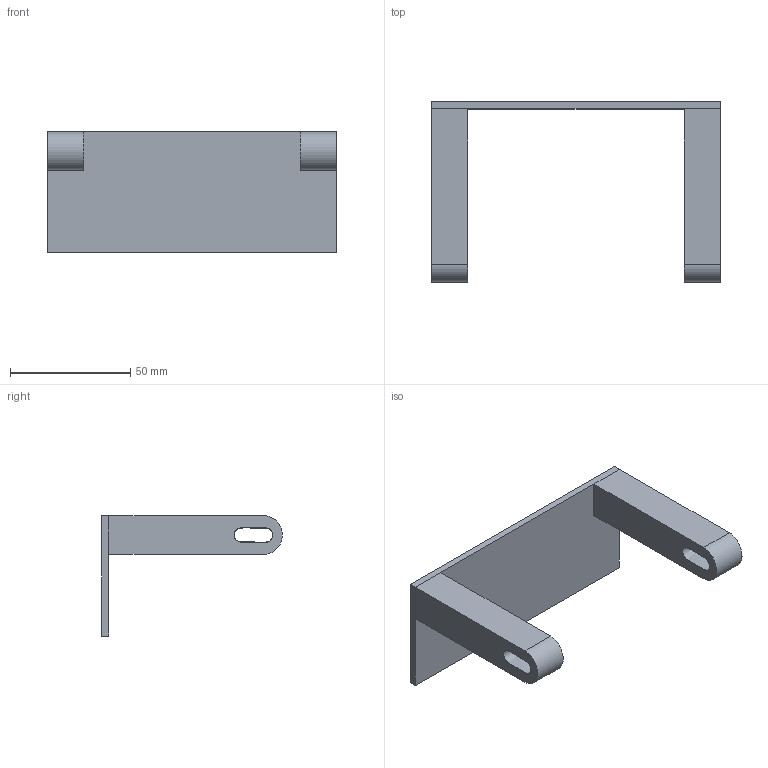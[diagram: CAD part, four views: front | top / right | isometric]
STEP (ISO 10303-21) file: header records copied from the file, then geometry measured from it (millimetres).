
FILE_DESCRIPTION(('Open CASCADE Model'),'2;1');
FILE_NAME('Open CASCADE Shape Model','2018-11-26T07:08:31',('Author'),( 'Open CASCADE'),'Open CASCADE STEP processor 7.0','Open CASCADE 7.0' ,'Unknown');
FILE_SCHEMA(('AUTOMOTIVE_DESIGN { 1 0 10303 214 1 1 1 1 }'));
Length unit declared in the file: millimetre
Products named in the file (79): Open CASCADE STEP translator 7.0 1; Open CASCADE STEP translator 7.0 2; Open CASCADE STEP translator 7.0 3; Open CASCADE STEP translator 7.0 4; Open CASCADE STEP translator 7.0 5; Open CASCADE STEP translator 7.0 6; Open CASCADE STEP translator 7.0 7; Open CASCADE STEP translator 7.0 8; Open CASCADE STEP translator 7.0 9; Open CASCADE STEP translator 7.0 10; Open CASCADE STEP translator 7.0 11; Open CASCADE STEP translator 7.0 12; Open CASCADE STEP translator 7.0 13; Open CASCADE STEP translator 7.0 14; Open CASCADE STEP translator 7.0 15; Open CASCADE STEP translator 7.0 16; Open CASCADE STEP translator 7.0 17; Open CASCADE STEP translator 7.0 18; Open CASCADE STEP translator 7.0 19; Open CASCADE STEP translator 7.0 20; Open CASCADE STEP translator 7.0 21; Open CASCADE STEP translator 7.0 22; Open CASCADE STEP translator 7.0 23; Open CASCADE STEP translator 7.0 24; Open CASCADE STEP translator 7.0 25; Open CASCADE STEP translator 7.0 26; Open CASCADE STEP translator 7.0 27; Open CASCADE STEP translator 7.0 28; Open CASCADE STEP translator 7.0 29; Open CASCADE STEP translator 7.0 30; Open CASCADE STEP translator 7.0 31; Open CASCADE STEP translator 7.0 32; Open CASCADE STEP translator 7.0 33; Open CASCADE STEP translator 7.0 34; Open CASCADE STEP translator 7.0 35; Open CASCADE STEP translator 7.0 36; Open CASCADE STEP translator 7.0 37; Open CASCADE STEP translator 7.0 38; Open CASCADE STEP translator 7.0 39; Open CASCADE STEP translator 7.0 40 ...
Bounding box: 120 x 74.99 x 50 mm (x, y, z)
Surface area: 22934.3 mm2 (no closed solid volume)
Topology: 0 solids, 25 shells, 25 faces, 166 edges, 214 vertices
Faces by surface type: bspline 18, plane 7
Entity records: 4136 total; most frequent: CARTESIAN_POINT 2090, B_SPLINE_CURVE_WITH_KNOTS 200, ORIENTED_EDGE 114, PCURVE 114, DEFINITIONAL_REPRESENTATION 114, EDGE_CURVE 112, VERTEX_POINT 110, SURFACE_CURVE 110
